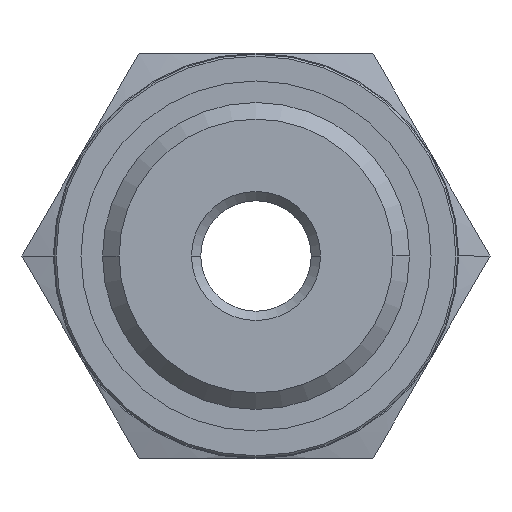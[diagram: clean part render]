
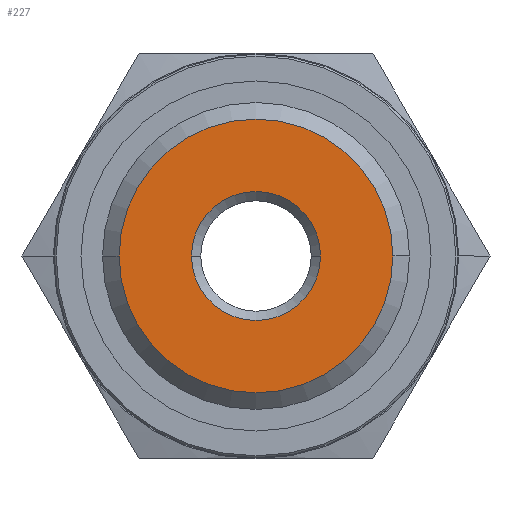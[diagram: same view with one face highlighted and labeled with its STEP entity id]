
A CAD part, left-side view. The second image highlights one B-rep face of the part: STEP entity #227.
In plain terms, the highlighted planar face has unit normal (-1, 0, 0).
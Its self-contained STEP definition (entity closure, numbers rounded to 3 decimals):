
#227 = ADVANCED_FACE( '', ( #523, #524 ), #525, .T. );
#523 = FACE_BOUND( '', #902, .T. );
#524 = FACE_OUTER_BOUND( '', #903, .T. );
#525 = PLANE( '', #904 );
#902 = EDGE_LOOP( '', ( #1853, #1854 ) );
#903 = EDGE_LOOP( '', ( #1855, #1856 ) );
#904 = AXIS2_PLACEMENT_3D( '', #1857, #1858, #1859 );
#1853 = ORIENTED_EDGE( '', *, *, #2662, .F. );
#1854 = ORIENTED_EDGE( '', *, *, #2496, .F. );
#1855 = ORIENTED_EDGE( '', *, *, #2455, .T. );
#1856 = ORIENTED_EDGE( '', *, *, #2679, .T. );
#1857 = CARTESIAN_POINT( '', ( -19.25, 5.466, 0. ) );
#1858 = DIRECTION( '', ( -1., 0., 0. ) );
#1859 = DIRECTION( '', ( 0., 1., 0. ) );
#2455 = EDGE_CURVE( '', #2883, #2887, #2889, .T. );
#2496 = EDGE_CURVE( '', #2962, #2960, #2964, .T. );
#2662 = EDGE_CURVE( '', #2960, #2962, #3232, .T. );
#2679 = EDGE_CURVE( '', #2887, #2883, #3249, .T. );
#2883 = VERTEX_POINT( '', #3565 );
#2887 = VERTEX_POINT( '', #3570 );
#2889 = CIRCLE( '', #3573, 7.431 );
#2960 = VERTEX_POINT( '', #3666 );
#2962 = VERTEX_POINT( '', #3669 );
#2964 = CIRCLE( '', #3672, 3.5 );
#3232 = CIRCLE( '', #4256, 3.5 );
#3249 = CIRCLE( '', #4273, 7.431 );
#3565 = CARTESIAN_POINT( '', ( -19.25, 7.431, 0. ) );
#3570 = CARTESIAN_POINT( '', ( -19.25, -7.431, 0. ) );
#3573 = AXIS2_PLACEMENT_3D( '', #4933, #4934, #4935 );
#3666 = CARTESIAN_POINT( '', ( -19.25, 3.5, 0. ) );
#3669 = CARTESIAN_POINT( '', ( -19.25, -3.5, 0. ) );
#3672 = AXIS2_PLACEMENT_3D( '', #5008, #5009, #5010 );
#4256 = AXIS2_PLACEMENT_3D( '', #5234, #5235, #5236 );
#4273 = AXIS2_PLACEMENT_3D( '', #5285, #5286, #5287 );
#4933 = CARTESIAN_POINT( '', ( -19.25, 0., 0. ) );
#4934 = DIRECTION( '', ( -1., 0., 0. ) );
#4935 = DIRECTION( '', ( 0., 1., 0. ) );
#5008 = CARTESIAN_POINT( '', ( -19.25, 0., 0. ) );
#5009 = DIRECTION( '', ( -1., 0., 0. ) );
#5010 = DIRECTION( '', ( 0., 1., 0. ) );
#5234 = CARTESIAN_POINT( '', ( -19.25, 0., 0. ) );
#5235 = DIRECTION( '', ( -1., 0., 0. ) );
#5236 = DIRECTION( '', ( 0., 1., 0. ) );
#5285 = CARTESIAN_POINT( '', ( -19.25, 0., 0. ) );
#5286 = DIRECTION( '', ( -1., 0., 0. ) );
#5287 = DIRECTION( '', ( 0., 1., 0. ) );
